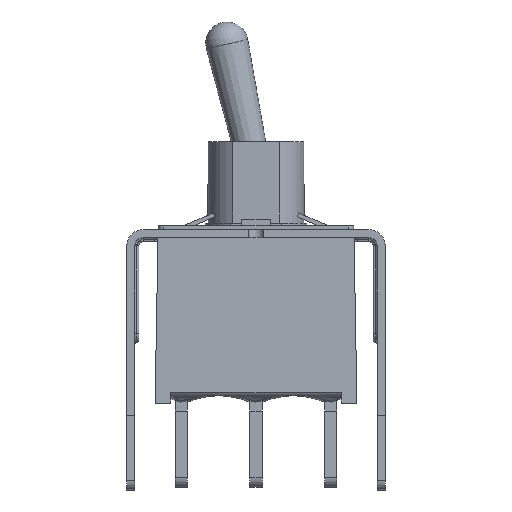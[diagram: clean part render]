
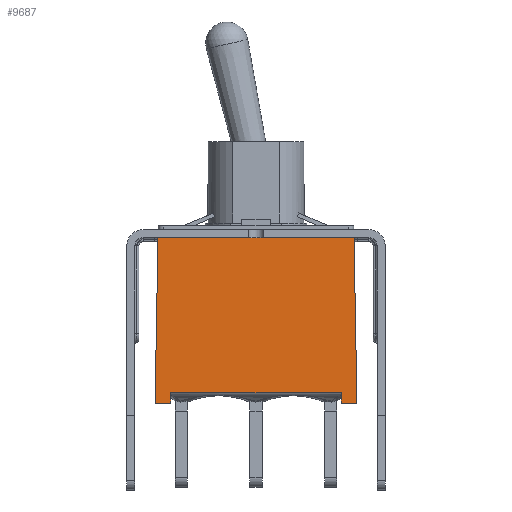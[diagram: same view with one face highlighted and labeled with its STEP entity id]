
A CAD part, front view. The second image highlights one B-rep face of the part: STEP entity #9687.
In plain terms, the highlighted planar face has unit normal (0, -1, 0.018).
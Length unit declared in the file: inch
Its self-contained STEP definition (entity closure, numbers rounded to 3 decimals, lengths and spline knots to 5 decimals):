
#2911=CARTESIAN_POINT('',(0.24285,-0.12277,0.40945));
#2912=VERTEX_POINT('',#2911);
#2984=CARTESIAN_POINT('',(-0.24285,-0.12277,0.40945));
#2985=VERTEX_POINT('',#2984);
#2992=CARTESIAN_POINT('',(0.24285,-0.12277,0.40945));
#2993=DIRECTION('',(-1.0,0.0,0.0));
#2994=VECTOR('',#2993,0.48571);
#2995=LINE('',#2992,#2994);
#2996=EDGE_CURVE('',#2912,#2985,#2995,.T.);
#6512=CARTESIAN_POINT('',(-0.25,-0.12992,0.0));
#6513=VERTEX_POINT('',#6512);
#6520=CARTESIAN_POINT('',(-0.25,-0.12992,0.0));
#6521=DIRECTION('',(0.017,0.017,1.));
#6522=VECTOR('',#6521,0.40957);
#6523=LINE('',#6520,#6522);
#6524=EDGE_CURVE('',#6513,#2985,#6523,.T.);
#9278=CARTESIAN_POINT('',(0.21063,-0.12947,0.02559));
#9279=VERTEX_POINT('',#9278);
#9280=CARTESIAN_POINT('',(0.21063,-0.12992,0.0));
#9281=VERTEX_POINT('',#9280);
#9282=CARTESIAN_POINT('',(0.21063,-0.12947,0.02559));
#9283=DIRECTION('',(0.0,-0.017,-1.));
#9284=VECTOR('',#9283,0.02559);
#9285=LINE('',#9282,#9284);
#9286=EDGE_CURVE('',#9279,#9281,#9285,.T.);
#9373=CARTESIAN_POINT('',(-0.21063,-0.12947,0.02559));
#9374=VERTEX_POINT('',#9373);
#9375=CARTESIAN_POINT('',(-0.21063,-0.12947,0.02559));
#9376=DIRECTION('',(1.0,0.0,0.0));
#9377=VECTOR('',#9376,0.42126);
#9378=LINE('',#9375,#9377);
#9379=EDGE_CURVE('',#9374,#9279,#9378,.T.);
#9533=CARTESIAN_POINT('',(-0.21063,-0.12992,0.0));
#9534=VERTEX_POINT('',#9533);
#9535=CARTESIAN_POINT('',(-0.21063,-0.12992,0.0));
#9536=DIRECTION('',(0.0,0.017,1.));
#9537=VECTOR('',#9536,0.02559);
#9538=LINE('',#9535,#9537);
#9539=EDGE_CURVE('',#9534,#9374,#9538,.T.);
#9559=CARTESIAN_POINT('',(0.25,-0.12992,0.0));
#9560=VERTEX_POINT('',#9559);
#9561=CARTESIAN_POINT('',(0.25,-0.12992,0.0));
#9562=DIRECTION('',(-0.017,0.017,1.));
#9563=VECTOR('',#9562,0.40957);
#9564=LINE('',#9561,#9563);
#9565=EDGE_CURVE('',#9560,#2912,#9564,.T.);
#9656=CARTESIAN_POINT('',(-0.21063,-0.12992,0.0));
#9657=DIRECTION('',(-1.0,0.0,0.0));
#9658=VECTOR('',#9657,0.03937);
#9659=LINE('',#9656,#9658);
#9660=EDGE_CURVE('',#9534,#6513,#9659,.T.);
#9667=CARTESIAN_POINT('',(-0.275,-0.12242,0.42992));
#9668=DIRECTION('',(0.,-1.,0.017));
#9669=DIRECTION('',(0.0,-0.017,-1.));
#9670=AXIS2_PLACEMENT_3D('',#9667,#9668,#9669);
#9671=PLANE('',#9670);
#9672=ORIENTED_EDGE('',*,*,#9286,.T.);
#9673=CARTESIAN_POINT('',(0.25,-0.12992,0.0));
#9674=DIRECTION('',(-1.0,0.0,0.0));
#9675=VECTOR('',#9674,0.03937);
#9676=LINE('',#9673,#9675);
#9677=EDGE_CURVE('',#9560,#9281,#9676,.T.);
#9678=ORIENTED_EDGE('',*,*,#9677,.F.);
#9679=ORIENTED_EDGE('',*,*,#9565,.T.);
#9680=ORIENTED_EDGE('',*,*,#2996,.T.);
#9681=ORIENTED_EDGE('',*,*,#6524,.F.);
#9682=ORIENTED_EDGE('',*,*,#9660,.F.);
#9683=ORIENTED_EDGE('',*,*,#9539,.T.);
#9684=ORIENTED_EDGE('',*,*,#9379,.T.);
#9685=EDGE_LOOP('',(#9672,#9678,#9679,#9680,#9681,#9682,#9683,#9684));
#9686=FACE_OUTER_BOUND('',#9685,.T.);
#9687=ADVANCED_FACE('',(#9686),#9671,.T.);
